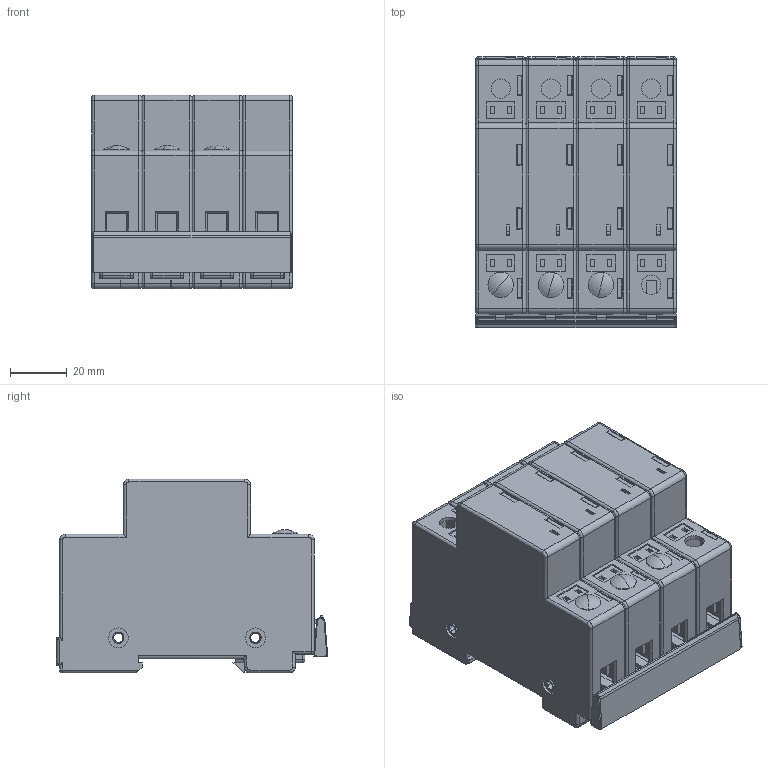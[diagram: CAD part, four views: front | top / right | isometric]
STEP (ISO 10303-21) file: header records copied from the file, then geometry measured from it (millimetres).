
FILE_DESCRIPTION (( 'STEP AP214' ), '1' );
FILE_NAME ('701191.STEP', '2024-07-02T13:40:43', ( '' ), ( '' ), 'SwSTEP 2.0', 'SolidWorks 2021', '' );
FILE_SCHEMA (( 'AUTOMOTIVE_DESIGN' ));
Length unit declared in the file: inch
Products named in the file (11): 330534; 130248_-004; 370027; 330538_-001; 330362; 701191; 360188_-003; 330533; 330537_-001; 330363_-003
Assembly tree (25 placements, depth 3):
  701191
    330534  x4
    330538_-001  x4
    370027  x4
    330533  x4
    130248_-004
    130248_-004
    360188_-003
      330363_-003
      330362  x2
    330537_-001  x3
Bounding box: 71.14 x 95.84 x 68.5 mm (x, y, z)
Volume: 123794.4 mm3; surface area: 182081.4 mm2
Topology: 25 solids, 25 shells, 3106 faces, 8451 edges, 5401 vertices
Faces by surface type: plane 2117, cylinder 821, torus 94, sphere 40, cone 22, bspline 12
Entity records: 27438 total; most frequent: CARTESIAN_POINT 4958, ORIENTED_EDGE 4538, DIRECTION 4303, EDGE_CURVE 2269, LINE 1811, VECTOR 1811, VERTEX_POINT 1459, AXIS2_PLACEMENT_3D 1246
